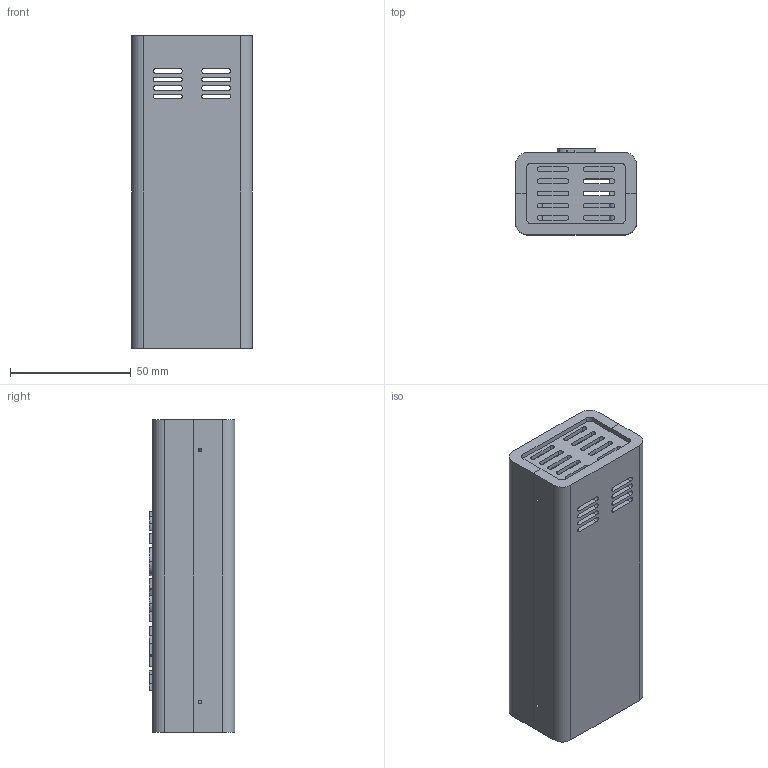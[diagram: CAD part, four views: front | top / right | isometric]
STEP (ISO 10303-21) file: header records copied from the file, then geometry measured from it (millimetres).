
FILE_DESCRIPTION(/* description */ (''),/* implementation_level */ '2;1');
FILE_NAME(/* name */ 'FKNat_Case-MRR_final.step',/* time_stamp */ '2018-08-28T15:06:40-07:00',/* author */ ('shah5STUD'),/* organization */ (''),/* preprocessor_version */ 'ST-DEVELOPER v17.2',/* originating_system */ 'Autodesk Translation Framework v7.6.0.251',/* authorisation */ '');
FILE_SCHEMA (('AUTOMOTIVE_DESIGN { 1 0 10303 214 3 1 1 }'));
Length unit declared in the file: millimetre
Products named in the file (5): FKNat_Case-MRRsolid; Bottom; Top; Back; Front
Assembly tree (4 placements, depth 2):
  FKNat_Case-MRRsolid
    Bottom
    Top
    Back
    Front
Bounding box: 50 x 35.5 x 129 mm (x, y, z)
Volume: 56512.9 mm3; surface area: 51473.8 mm2
Topology: 4 solids, 4 shells, 398 faces, 1096 edges, 724 vertices
Faces by surface type: plane 254, cylinder 124, bspline 20
Full cylindrical faces by diameter (mm): 1.5 x8, 2.45 x4, 5 x4
Entity records: 12992 total; most frequent: CARTESIAN_POINT 2488, ORIENTED_EDGE 2192, DIRECTION 2086, EDGE_CURVE 1096, LINE 800, VECTOR 800, VERTEX_POINT 724, AXIS2_PLACEMENT_3D 643
